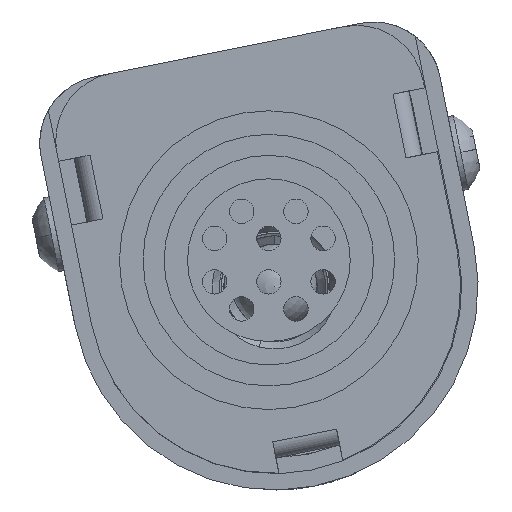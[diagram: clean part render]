
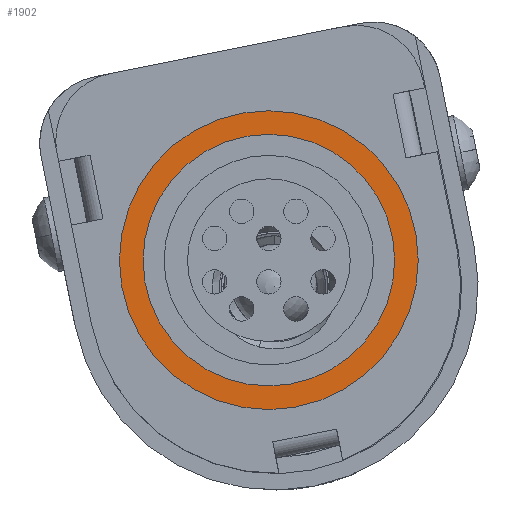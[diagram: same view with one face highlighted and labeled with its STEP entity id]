
A CAD part, front view. The second image highlights one B-rep face of the part: STEP entity #1902.
In plain terms, the highlighted planar face has unit normal (0, -1, 0).
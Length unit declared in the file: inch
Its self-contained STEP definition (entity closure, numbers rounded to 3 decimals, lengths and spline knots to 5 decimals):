
#1801 = EDGE_CURVE ( 'NONE', #1848, #1849, #14128, .T. ) ;
#1825 = EDGE_LOOP ( 'NONE', ( #1826, #1827 ) ) ;
#1826 = ORIENTED_EDGE ( 'NONE', *, *, #1801, .F. ) ;
#1827 = ORIENTED_EDGE ( 'NONE', *, *, #1828, .F. ) ;
#1828 = EDGE_CURVE ( 'NONE', #1849, #1848, #14240, .T. ) ;
#1829 = EDGE_LOOP ( 'NONE', ( #1830, #1831 ) ) ;
#1830 = ORIENTED_EDGE ( 'NONE', *, *, #1839, .T. ) ;
#1831 = ORIENTED_EDGE ( 'NONE', *, *, #1901, .T. ) ;
#1837 = VERTEX_POINT ( 'NONE', #14267 ) ;
#1839 = EDGE_CURVE ( 'NONE', #1840, #1837, #14266, .T. ) ;
#1840 = VERTEX_POINT ( 'NONE', #14261 ) ;
#1848 = VERTEX_POINT ( 'NONE', #14284 ) ;
#1849 = VERTEX_POINT ( 'NONE', #14334 ) ;
#1901 = EDGE_CURVE ( 'NONE', #1837, #1840, #14463, .T. ) ;
#1902 = ADVANCED_FACE ( 'NONE', ( #14458, #14457 ), #14492, .T. ) ;
#14125 = DIRECTION ( 'NONE',  ( 0., 0., -1. ) ) ;
#14126 = DIRECTION ( 'NONE',  ( 0., -1., 0. ) ) ;
#14127 = AXIS2_PLACEMENT_3D ( 'NONE', #14134, #14126, #14125 ) ;
#14128 = CIRCLE ( 'NONE', #14127, 0.232 ) ;
#14134 = CARTESIAN_POINT ( 'NONE',  ( -1.48359, -4.82237, 2.07986 ) ) ;
#14237 = DIRECTION ( 'NONE',  ( 0., 0., -1. ) ) ;
#14238 = DIRECTION ( 'NONE',  ( 0., -1., 0. ) ) ;
#14239 = AXIS2_PLACEMENT_3D ( 'NONE', #14246, #14238, #14237 ) ;
#14240 = CIRCLE ( 'NONE', #14239, 0.232 ) ;
#14246 = CARTESIAN_POINT ( 'NONE',  ( -1.48359, -4.82237, 2.07986 ) ) ;
#14261 = CARTESIAN_POINT ( 'NONE',  ( -1.48359, -4.82237, 1.80436 ) ) ;
#14262 = DIRECTION ( 'NONE',  ( 0., 0., -1. ) ) ;
#14263 = DIRECTION ( 'NONE',  ( 0., -1., 0. ) ) ;
#14264 = CARTESIAN_POINT ( 'NONE',  ( -1.48359, -4.82237, 2.07986 ) ) ;
#14265 = AXIS2_PLACEMENT_3D ( 'NONE', #14264, #14263, #14262 ) ;
#14266 = CIRCLE ( 'NONE', #14265, 0.2755 ) ;
#14267 = CARTESIAN_POINT ( 'NONE',  ( -1.48359, -4.82237, 2.35536 ) ) ;
#14284 = CARTESIAN_POINT ( 'NONE',  ( -1.48359, -4.82237, 1.84786 ) ) ;
#14334 = CARTESIAN_POINT ( 'NONE',  ( -1.48359, -4.82237, 2.31186 ) ) ;
#14457 = FACE_OUTER_BOUND ( 'NONE', #1829, .T. ) ;
#14458 = FACE_BOUND ( 'NONE', #1825, .T. ) ;
#14459 = DIRECTION ( 'NONE',  ( 0., 0., -1. ) ) ;
#14460 = DIRECTION ( 'NONE',  ( 0., -1., 0. ) ) ;
#14461 = CARTESIAN_POINT ( 'NONE',  ( -1.48359, -4.82237, 2.07986 ) ) ;
#14462 = AXIS2_PLACEMENT_3D ( 'NONE', #14461, #14460, #14459 ) ;
#14463 = CIRCLE ( 'NONE', #14462, 0.2755 ) ;
#14488 = DIRECTION ( 'NONE',  ( 0., 0., -1. ) ) ;
#14489 = DIRECTION ( 'NONE',  ( 0., -1., 0. ) ) ;
#14490 = CARTESIAN_POINT ( 'NONE',  ( -1.48359, -4.82237, 2.07986 ) ) ;
#14491 = AXIS2_PLACEMENT_3D ( 'NONE', #14490, #14489, #14488 ) ;
#14492 = PLANE ( 'NONE',  #14491 ) ;
